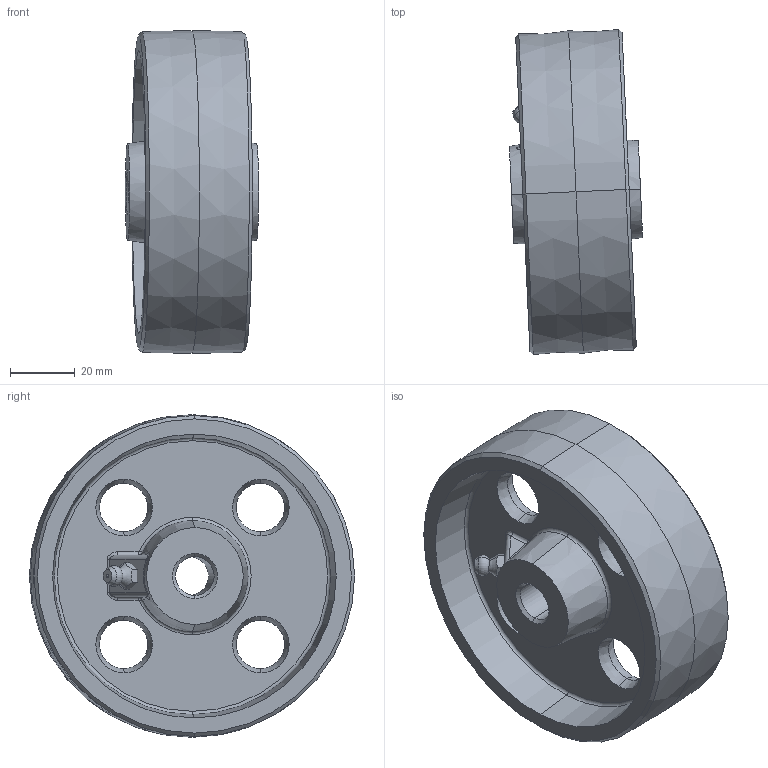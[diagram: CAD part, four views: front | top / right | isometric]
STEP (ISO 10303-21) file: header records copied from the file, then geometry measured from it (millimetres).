
FILE_DESCRIPTION (( 'STEP AP214' ), '1' );
FILE_NAME ('0010069_GGG-100-35-40-G12-blau.step', '2018-07-24T09:04:11', ( '' ), ( '' ), 'SwSTEP 2.0', 'SolidWorks 2018', '' );
FILE_SCHEMA (( 'AUTOMOTIVE_DESIGN' ));
Length unit declared in the file: millimetre
Products named in the file (1): 0010069_GGG-100-35-40-G12-blau
Bounding box: 41.32 x 100.76 x 100 mm (x, y, z)
Surface area: 35694.5 mm2 (no closed solid volume)
Topology: 0 solids, 2 shells, 85 faces, 196 edges, 117 vertices
Faces by surface type: cone 38, plane 15, torus 13, bspline 10, cylinder 7, sphere 2
Entity records: 3857 total; most frequent: CARTESIAN_POINT 1008, DIRECTION 416, ORIENTED_EDGE 374, EDGE_CURVE 193, AXIS2_PLACEMENT_3D 180, VERTEX_POINT 116, CIRCLE 104, EDGE_LOOP 102
